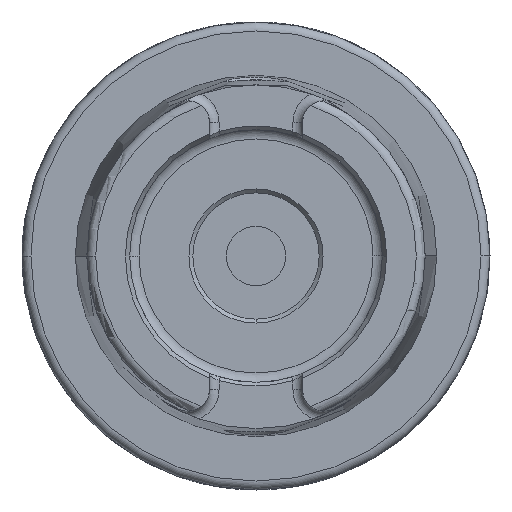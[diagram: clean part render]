
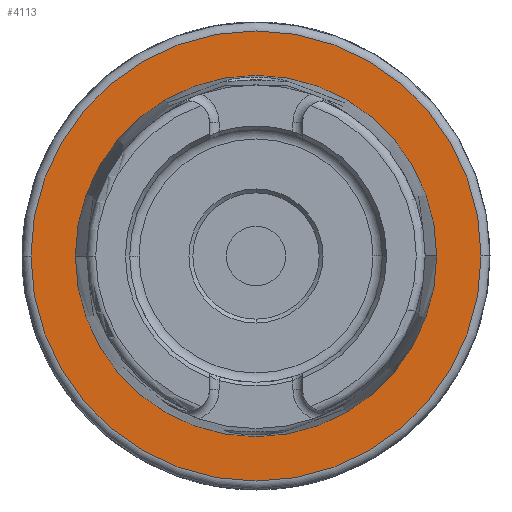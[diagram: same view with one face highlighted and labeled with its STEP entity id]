
A CAD part, left-side view. The second image highlights one B-rep face of the part: STEP entity #4113.
In plain terms, the highlighted planar face has unit normal (-1, 0, 0).
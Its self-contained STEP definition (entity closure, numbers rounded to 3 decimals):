
#54 = DIRECTION ( 'NONE',  ( 0., 1., 0. ) ) ;
#55 = DIRECTION ( 'NONE',  ( 1., 0., 0. ) ) ;
#56 = CARTESIAN_POINT ( 'NONE',  ( 0., 0., 0. ) ) ;
#57 = AXIS2_PLACEMENT_3D ( 'NONE', #56, #55, #54 ) ;
#58 = CIRCLE ( 'NONE', #57, 30.3 ) ;
#111 = CARTESIAN_POINT ( 'NONE',  ( 0., -30.3, 0. ) ) ;
#778 = CARTESIAN_POINT ( 'NONE',  ( 0., 0., 0. ) ) ;
#832 = DIRECTION ( 'NONE',  ( 0., 1., 0. ) ) ;
#833 = DIRECTION ( 'NONE',  ( 1., 0., 0. ) ) ;
#834 = AXIS2_PLACEMENT_3D ( 'NONE', #778, #833, #832 ) ;
#835 = CIRCLE ( 'NONE', #834, 24.321 ) ;
#1338 = CARTESIAN_POINT ( 'NONE',  ( 0., -24.321, 0. ) ) ;
#4087 = ORIENTED_EDGE ( 'NONE', *, *, #4102, .F. ) ;
#4095 = EDGE_LOOP ( 'NONE', ( #4101, #4087 ) ) ;
#4100 = ORIENTED_EDGE ( 'NONE', *, *, #6827, .T. ) ;
#4101 = ORIENTED_EDGE ( 'NONE', *, *, #6525, .F. ) ;
#4102 = EDGE_CURVE ( 'NONE', #6556, #6503, #7188, .T. ) ;
#4113 = ADVANCED_FACE ( 'NONE', ( #7243, #7240 ), #7239, .T. ) ;
#4120 = EDGE_LOOP ( 'NONE', ( #12457, #4100 ) ) ;
#4422 = EDGE_CURVE ( 'NONE', #4425, #11871, #7783, .T. ) ;
#4425 = VERTEX_POINT ( 'NONE', #7772 ) ;
#6503 = VERTEX_POINT ( 'NONE', #11689 ) ;
#6525 = EDGE_CURVE ( 'NONE', #6503, #6556, #58, .T. ) ;
#6556 = VERTEX_POINT ( 'NONE', #111 ) ;
#6827 = EDGE_CURVE ( 'NONE', #11871, #4425, #835, .T. ) ;
#7184 = DIRECTION ( 'NONE',  ( 0., 1., 0. ) ) ;
#7185 = DIRECTION ( 'NONE',  ( 1., 0., 0. ) ) ;
#7186 = CARTESIAN_POINT ( 'NONE',  ( 0., 0., 0. ) ) ;
#7187 = AXIS2_PLACEMENT_3D ( 'NONE', #7186, #7185, #7184 ) ;
#7188 = CIRCLE ( 'NONE', #7187, 30.3 ) ;
#7235 = DIRECTION ( 'NONE',  ( 0., -1., 0. ) ) ;
#7236 = DIRECTION ( 'NONE',  ( -1., 0., 0. ) ) ;
#7237 = CARTESIAN_POINT ( 'NONE',  ( 0., 24.321, 0. ) ) ;
#7238 = AXIS2_PLACEMENT_3D ( 'NONE', #7237, #7236, #7235 ) ;
#7239 = PLANE ( 'NONE',  #7238 ) ;
#7240 = FACE_OUTER_BOUND ( 'NONE', #4095, .T. ) ;
#7243 = FACE_BOUND ( 'NONE', #4120, .T. ) ;
#7772 = CARTESIAN_POINT ( 'NONE',  ( 0., 24.321, 0. ) ) ;
#7779 = DIRECTION ( 'NONE',  ( 0., 1., 0. ) ) ;
#7780 = DIRECTION ( 'NONE',  ( 1., 0., 0. ) ) ;
#7781 = CARTESIAN_POINT ( 'NONE',  ( 0., 0., 0. ) ) ;
#7782 = AXIS2_PLACEMENT_3D ( 'NONE', #7781, #7780, #7779 ) ;
#7783 = CIRCLE ( 'NONE', #7782, 24.321 ) ;
#11689 = CARTESIAN_POINT ( 'NONE',  ( 0., 30.3, 0. ) ) ;
#11871 = VERTEX_POINT ( 'NONE', #1338 ) ;
#12457 = ORIENTED_EDGE ( 'NONE', *, *, #4422, .T. ) ;
